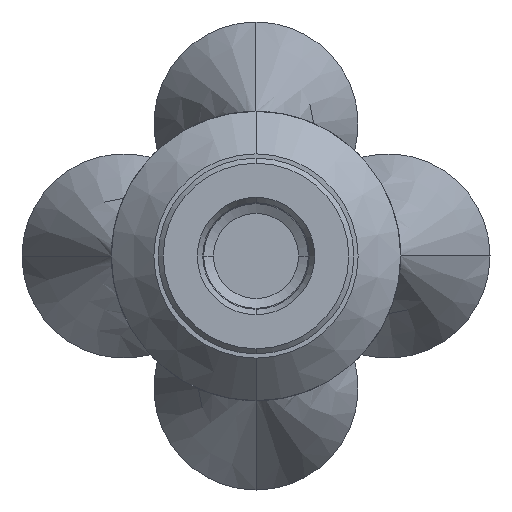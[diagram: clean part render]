
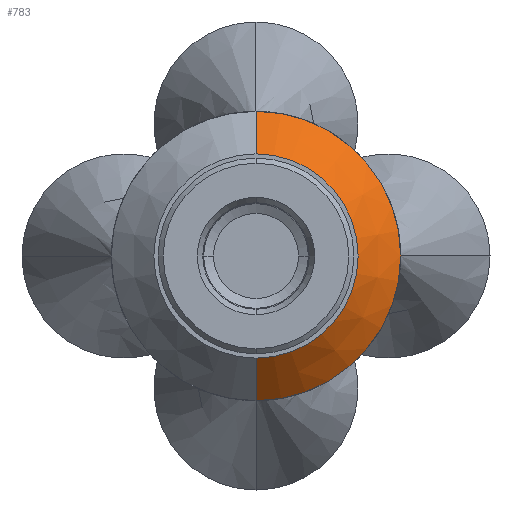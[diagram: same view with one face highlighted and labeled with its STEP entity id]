
A CAD part, front view. The second image highlights one B-rep face of the part: STEP entity #783.
In plain terms, the highlighted conical face has half-angle 45 degrees and reference radius 6 mm.
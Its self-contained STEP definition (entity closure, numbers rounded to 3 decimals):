
#172 = FACE_OUTER_BOUND ( 'NONE', #3922, .T. ) ;
#483 = LINE ( 'NONE', #5964, #5032 ) ;
#484 = LINE ( 'NONE', #5972, #5036 ) ;
#783 = ADVANCED_FACE ( 'NONE', ( #172 ), #3465, .T. ) ;
#1913 = CARTESIAN_POINT ( 'NONE',  ( 0., -5.5, 0. ) ) ;
#1914 = DIRECTION ( 'NONE',  ( 0., 1., 0. ) ) ;
#1915 = DIRECTION ( 'NONE',  ( 0., 0., 1. ) ) ;
#2698 = CARTESIAN_POINT ( 'NONE',  ( 0., -5.5, -6. ) ) ;
#2699 = CARTESIAN_POINT ( 'NONE',  ( 0., -5.5, 6. ) ) ;
#2702 = CARTESIAN_POINT ( 'NONE',  ( 0., -3., -8.5 ) ) ;
#2704 = CARTESIAN_POINT ( 'NONE',  ( 0., -3., 8.5 ) ) ;
#3092 = VERTEX_POINT ( 'NONE', #2698 ) ;
#3093 = VERTEX_POINT ( 'NONE', #2699 ) ;
#3096 = VERTEX_POINT ( 'NONE', #2702 ) ;
#3098 = VERTEX_POINT ( 'NONE', #2704 ) ;
#3465 = CONICAL_SURFACE ( 'NONE', #3468, 6., 0.785 ) ;
#3468 = AXIS2_PLACEMENT_3D ( 'NONE', #1913, #1914, #1915 ) ;
#3740 = EDGE_CURVE ( 'NONE', #3093, #3098, #483, .T. ) ;
#3741 = EDGE_CURVE ( 'NONE', #3096, #3098, #5026, .T. ) ;
#3742 = EDGE_CURVE ( 'NONE', #3092, #3093, #5034, .T. ) ;
#3743 = EDGE_CURVE ( 'NONE', #3092, #3096, #484, .T. ) ;
#3922 = EDGE_LOOP ( 'NONE', ( #4300, #4302, #4301, #4303 ) ) ;
#4300 = ORIENTED_EDGE ( 'NONE', *, *, #3742, .F. ) ;
#4301 = ORIENTED_EDGE ( 'NONE', *, *, #3741, .T. ) ;
#4302 = ORIENTED_EDGE ( 'NONE', *, *, #3743, .T. ) ;
#4303 = ORIENTED_EDGE ( 'NONE', *, *, #3740, .F. ) ;
#5026 = CIRCLE ( 'NONE', #5033, 8.5 ) ;
#5032 = VECTOR ( 'NONE', #5965, 1000. ) ;
#5033 = AXIS2_PLACEMENT_3D ( 'NONE', #5966, #5967, #5968 ) ;
#5034 = CIRCLE ( 'NONE', #5035, 6. ) ;
#5035 = AXIS2_PLACEMENT_3D ( 'NONE', #5969, #5970, #5971 ) ;
#5036 = VECTOR ( 'NONE', #5973, 1000. ) ;
#5964 = CARTESIAN_POINT ( 'NONE',  ( 0., -5.5, 6. ) ) ;
#5965 = DIRECTION ( 'NONE',  ( 0., 0.707, 0.707 ) ) ;
#5966 = CARTESIAN_POINT ( 'NONE',  ( 0., -3., 0. ) ) ;
#5967 = DIRECTION ( 'NONE',  ( 0., -1., 0. ) ) ;
#5968 = DIRECTION ( 'NONE',  ( 0., 0., -1. ) ) ;
#5969 = CARTESIAN_POINT ( 'NONE',  ( 0., -5.5, 0. ) ) ;
#5970 = DIRECTION ( 'NONE',  ( 0., -1., 0. ) ) ;
#5971 = DIRECTION ( 'NONE',  ( 0., 0., -1. ) ) ;
#5972 = CARTESIAN_POINT ( 'NONE',  ( 0., -5.5, -6. ) ) ;
#5973 = DIRECTION ( 'NONE',  ( 0., 0.707, -0.707 ) ) ;
